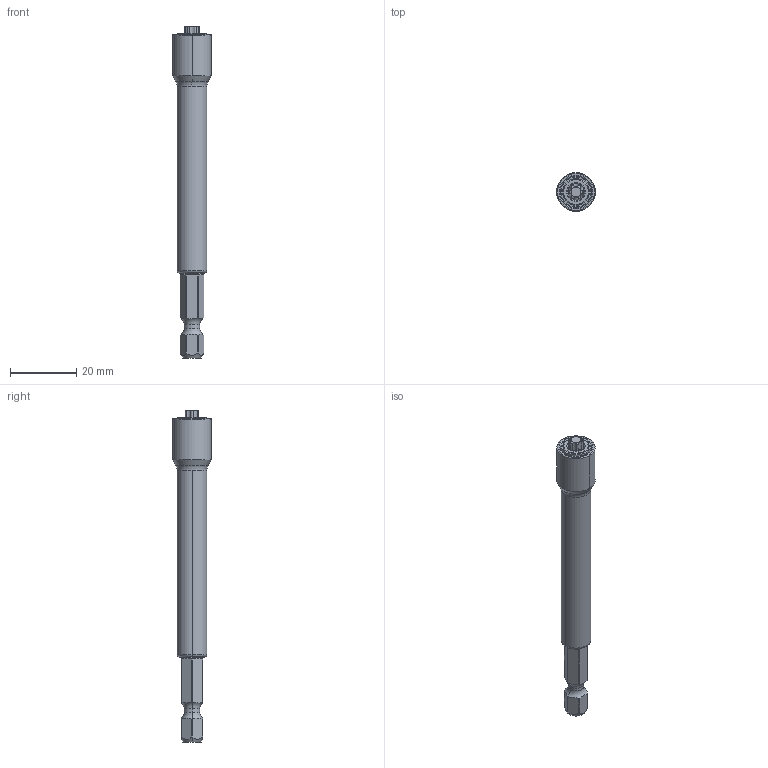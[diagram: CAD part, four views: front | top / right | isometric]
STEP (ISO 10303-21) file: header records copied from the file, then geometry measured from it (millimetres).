
FILE_DESCRIPTION((''),'2;1');
FILE_NAME('4027104226_ASM','2023-08-22T14:20:45',('A00565553'),(''),'CREO PARAMETRIC BY PTC INC, 2022414','CREO PARAMETRIC BY PTC INC, 2022414','');
FILE_SCHEMA(('CONFIG_CONTROL_DESIGN','GEOMETRIC_VALIDATION_PROPERTIES_MIM'));
Length unit declared in the file: millimetre
Products named in the file (6): 4027904034; 4027901680; 4027907742; 4027904003_ASM; 4027037180; 4027104226_ASM
Assembly tree (5 placements, depth 3):
  4027104226_ASM
    4027904034
    4027904003_ASM
      4027901680
      4027907742
    4027037180
Bounding box: 11.7 x 11.7 x 100 mm (x, y, z)
Volume: 5562.5 mm3; surface area: 6516 mm2
Topology: 4 solids, 4 shells, 141 faces, 343 edges, 213 vertices
Faces by surface type: cylinder 54, torus 46, plane 29, cone 12
Entity records: 5289 total; most frequent: CARTESIAN_POINT 1487, DIRECTION 726, ORIENTED_EDGE 686, EDGE_CURVE 343, AXIS2_PLACEMENT_3D 321, VERTEX_POINT 213, CIRCLE 167, EDGE_LOOP 150
